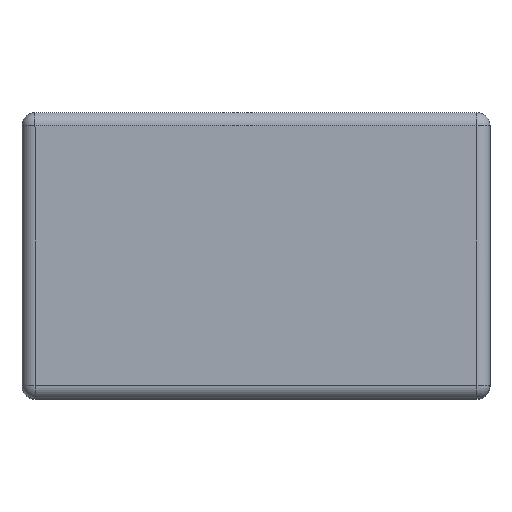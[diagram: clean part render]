
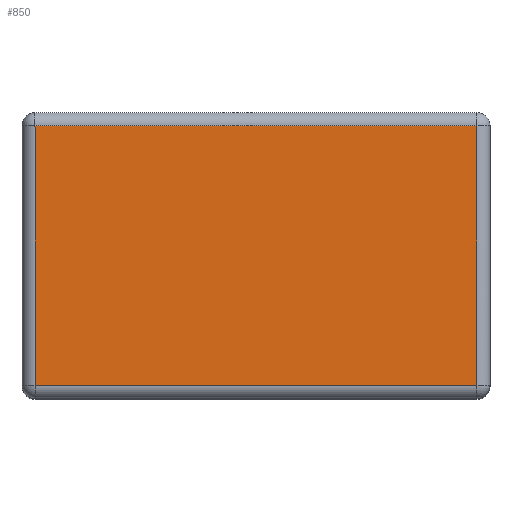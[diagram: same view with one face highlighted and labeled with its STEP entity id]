
A CAD part, top view. The second image highlights one B-rep face of the part: STEP entity #850.
In plain terms, the highlighted planar face has unit normal (0, 0, 1).
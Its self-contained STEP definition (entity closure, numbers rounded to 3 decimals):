
#66=PLANE('',#941);
#121=FACE_OUTER_BOUND('',#181,.T.);
#181=EDGE_LOOP('',(#681,#682,#683,#684));
#250=LINE('',#1461,#336);
#253=LINE('',#1476,#339);
#254=LINE('',#1478,#340);
#255=LINE('',#1480,#341);
#336=VECTOR('',#1060,10.);
#339=VECTOR('',#1081,10.);
#340=VECTOR('',#1084,10.);
#341=VECTOR('',#1087,10.);
#419=VERTEX_POINT('',#1448);
#421=VERTEX_POINT('',#1457);
#423=VERTEX_POINT('',#1465);
#424=VERTEX_POINT('',#1472);
#507=EDGE_CURVE('',#419,#421,#250,.T.);
#515=EDGE_CURVE('',#421,#424,#253,.T.);
#516=EDGE_CURVE('',#424,#423,#254,.T.);
#517=EDGE_CURVE('',#423,#419,#255,.T.);
#681=ORIENTED_EDGE('',*,*,#507,.F.);
#682=ORIENTED_EDGE('',*,*,#517,.F.);
#683=ORIENTED_EDGE('',*,*,#516,.F.);
#684=ORIENTED_EDGE('',*,*,#515,.F.);
#850=ADVANCED_FACE('',(#121),#66,.T.);
#941=AXIS2_PLACEMENT_3D('',#1483,#1091,#1092);
#1060=DIRECTION('',(0.,-1.,0.));
#1081=DIRECTION('',(-1.,0.,0.));
#1084=DIRECTION('',(0.,1.,0.));
#1087=DIRECTION('',(1.,0.,0.));
#1091=DIRECTION('center_axis',(0.,0.,1.));
#1092=DIRECTION('ref_axis',(1.,0.,0.));
#1448=CARTESIAN_POINT('',(8.5,5.,19.));
#1457=CARTESIAN_POINT('',(8.5,-5.,19.));
#1461=CARTESIAN_POINT('',(8.5,-2.75,19.));
#1465=CARTESIAN_POINT('',(-8.5,5.,19.));
#1472=CARTESIAN_POINT('',(-8.5,-5.,19.));
#1476=CARTESIAN_POINT('',(-4.5,-5.,19.));
#1478=CARTESIAN_POINT('',(-8.5,2.75,19.));
#1480=CARTESIAN_POINT('',(4.5,5.,19.));
#1483=CARTESIAN_POINT('Origin',(0.,0.,
19.));
